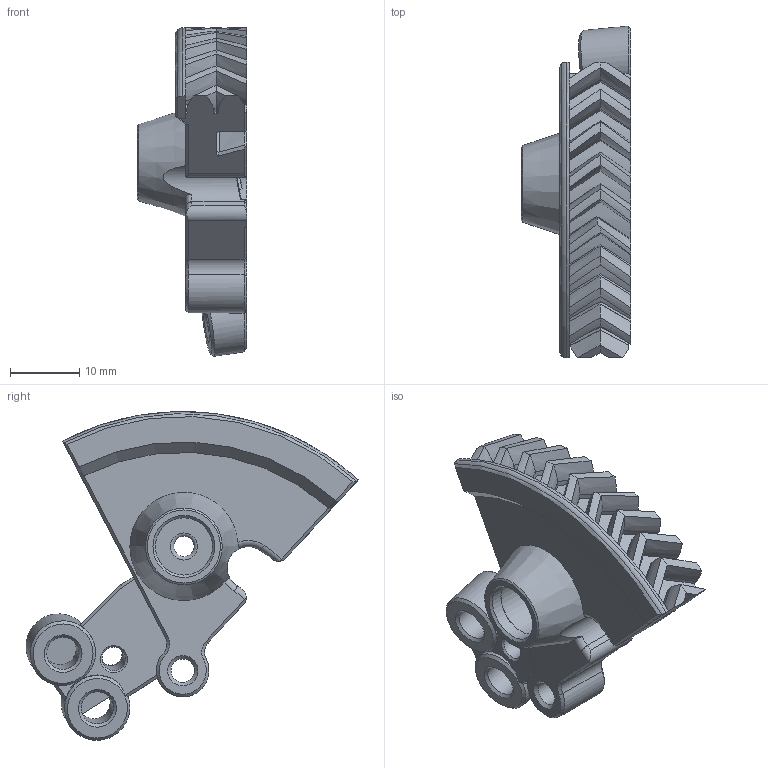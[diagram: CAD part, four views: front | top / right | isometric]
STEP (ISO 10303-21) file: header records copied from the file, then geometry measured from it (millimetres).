
FILE_DESCRIPTION(/* description */ (''),/* implementation_level */ '2;1');
FILE_NAME(/* name */ 'Cutter_Arm_ECAS_Open.step',/* time_stamp */ '2024-09-13T22:11:39-04:00',/* author */ (''),/* organization */ (''),/* preprocessor_version */ 'ST-DEVELOPER v20',/* originating_system */ 'Autodesk Translation Framework v13.14.0.145',/* authorisation */ '');
FILE_SCHEMA (('AUTOMOTIVE_DESIGN { 1 0 10303 214 3 1 1 }'));
Length unit declared in the file: millimetre
Products named in the file (1): Cutter_Arm ECAS_Open 
Bounding box: 15.87 x 48.06 x 47.58 mm (x, y, z)
Volume: 8418.9 mm3; surface area: 6044.1 mm2
Topology: 2 solids, 2 shells, 389 faces, 1098 edges, 713 vertices
Faces by surface type: plane 172, bspline 132, cylinder 47, cone 30, torus 8
Full cylindrical faces by diameter (mm): 2.927 x1, 3.4 x3, 4.7 x2, 8.29 x1, 8.61 x1
Entity records: 18176 total; most frequent: CARTESIAN_POINT 8846, ORIENTED_EDGE 2194, DIRECTION 1559, EDGE_CURVE 1097, VERTEX_POINT 713, LINE 539, VECTOR 539, AXIS2_PLACEMENT_3D 510
